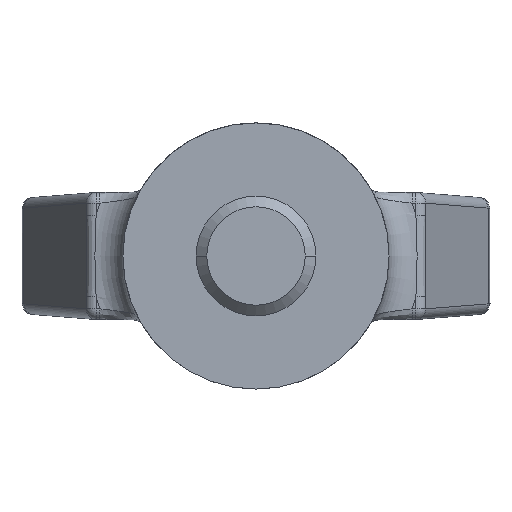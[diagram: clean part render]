
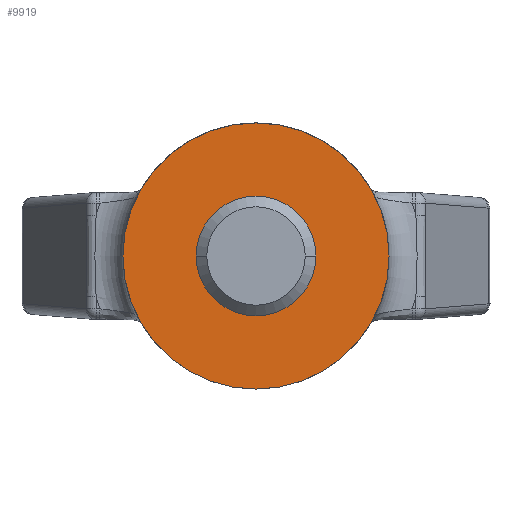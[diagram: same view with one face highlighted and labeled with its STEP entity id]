
A CAD part, front view. The second image highlights one B-rep face of the part: STEP entity #9919.
In plain terms, the highlighted planar face has unit normal (0, -1, 0).
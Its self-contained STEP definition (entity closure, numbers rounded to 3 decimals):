
#2131=CARTESIAN_POINT('',(0.,-86.,0.));
#2132=DIRECTION('',(0.,-1.,0.));
#2133=DIRECTION('',(-1.,0.,0.));
#2134=AXIS2_PLACEMENT_3D('',#2131,#2132,#2133);
#2136=CARTESIAN_POINT('',(0.,-86.,0.));
#2137=DIRECTION('',(0.,1.,0.));
#2138=DIRECTION('',(-1.,0.,0.));
#2139=AXIS2_PLACEMENT_3D('',#2136,#2137,#2138);
#5040=CARTESIAN_POINT('',(-50.,-86.,0.));
#5041=CARTESIAN_POINT('',(50.,-86.,0.));
#5042=VERTEX_POINT('',#5040);
#5043=VERTEX_POINT('',#5041);
#9910=CARTESIAN_POINT('',(0.,-86.,0.));
#9911=DIRECTION('',(0.,1.,0.));
#9912=DIRECTION('',(1.,0.,0.));
#9913=AXIS2_PLACEMENT_3D('',#9910,#9911,#9912);
#9914=PLANE('',#9913);
#9915=ORIENTED_EDGE('',*,*,#6959,.F.);
#9916=ORIENTED_EDGE('',*,*,#9876,.T.);
#9917=EDGE_LOOP('',(#9915,#9916));
#9918=FACE_OUTER_BOUND('',#9917,.F.);
#9919=ADVANCED_FACE('',(#9918),#9914,.F.);
#2135=CIRCLE('',#2134,50.);
#2140=CIRCLE('',#2139,50.);
#6959=EDGE_CURVE('',#5042,#5043,#2135,.T.);
#9876=EDGE_CURVE('',#5042,#5043,#2140,.T.);
